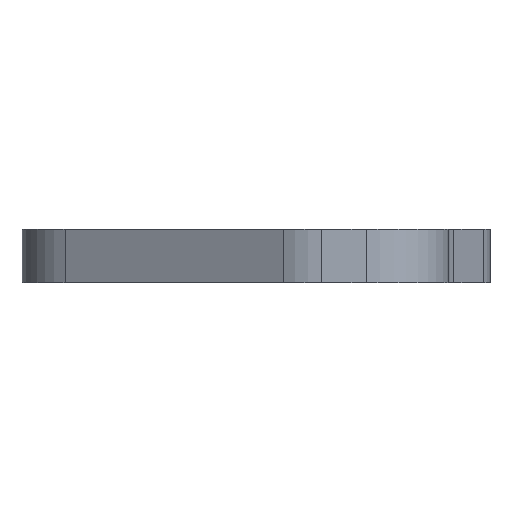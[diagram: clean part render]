
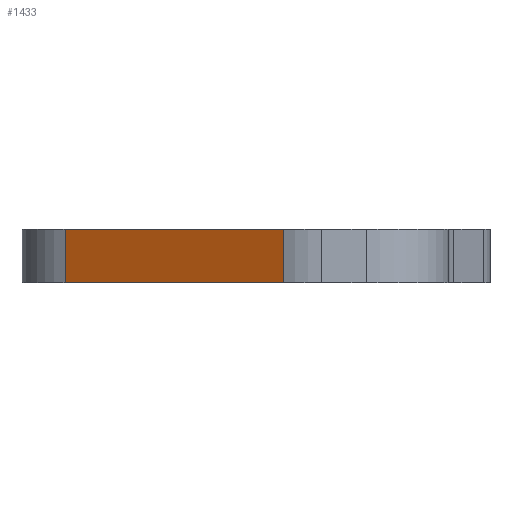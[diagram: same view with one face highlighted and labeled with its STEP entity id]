
A CAD part, left-side view. The second image highlights one B-rep face of the part: STEP entity #1433.
In plain terms, the highlighted planar face has unit normal (-0.87, 0.493, 0).
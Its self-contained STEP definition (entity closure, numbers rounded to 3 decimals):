
#72=PLANE('',#1574);
#139=FACE_OUTER_BOUND('',#254,.T.);
#254=EDGE_LOOP('',(#1242,#1243,#1244,#1245));
#313=LINE('',#2153,#456);
#342=LINE('',#2217,#485);
#381=LINE('',#2313,#524);
#399=LINE('',#2349,#542);
#456=VECTOR('',#1759,1000.);
#485=VECTOR('',#1796,1000.);
#524=VECTOR('',#1859,1000.);
#542=VECTOR('',#1913,1000.);
#667=VERTEX_POINT('',#2114);
#686=VERTEX_POINT('',#2151);
#715=VERTEX_POINT('',#2213);
#717=VERTEX_POINT('',#2216);
#835=EDGE_CURVE('',#686,#667,#313,.T.);
#867=EDGE_CURVE('',#717,#715,#342,.T.);
#917=EDGE_CURVE('',#667,#715,#381,.T.);
#935=EDGE_CURVE('',#686,#717,#399,.T.);
#1242=ORIENTED_EDGE('',*,*,#867,.T.);
#1243=ORIENTED_EDGE('',*,*,#917,.F.);
#1244=ORIENTED_EDGE('',*,*,#835,.F.);
#1245=ORIENTED_EDGE('',*,*,#935,.T.);
#1433=ADVANCED_FACE('',(#139),#72,.F.);
#1574=AXIS2_PLACEMENT_3D('',#2350,#1914,#1915);
#1759=DIRECTION('',(-0.493,-0.87,0.));
#1796=DIRECTION('',(-0.493,-0.87,0.));
#1859=DIRECTION('',(0.,0.,-1.));
#1913=DIRECTION('',(0.,0.,-1.));
#1914=DIRECTION('center_axis',(0.87,-0.493,0.));
#1915=DIRECTION('ref_axis',(0.493,0.87,0.));
#2114=CARTESIAN_POINT('',(-50.091,-2.718,5.));
#2151=CARTESIAN_POINT('',(-38.462,17.785,5.));
#2153=CARTESIAN_POINT('',(-50.091,-2.718,5.));
#2213=CARTESIAN_POINT('',(-50.091,-2.718,0.));
#2216=CARTESIAN_POINT('',(-38.462,17.785,0.));
#2217=CARTESIAN_POINT('',(-50.091,-2.718,0.));
#2313=CARTESIAN_POINT('',(-50.091,-2.718,5.));
#2349=CARTESIAN_POINT('',(-38.462,17.785,5.));
#2350=CARTESIAN_POINT('Origin',(-50.091,-2.718,5.));
